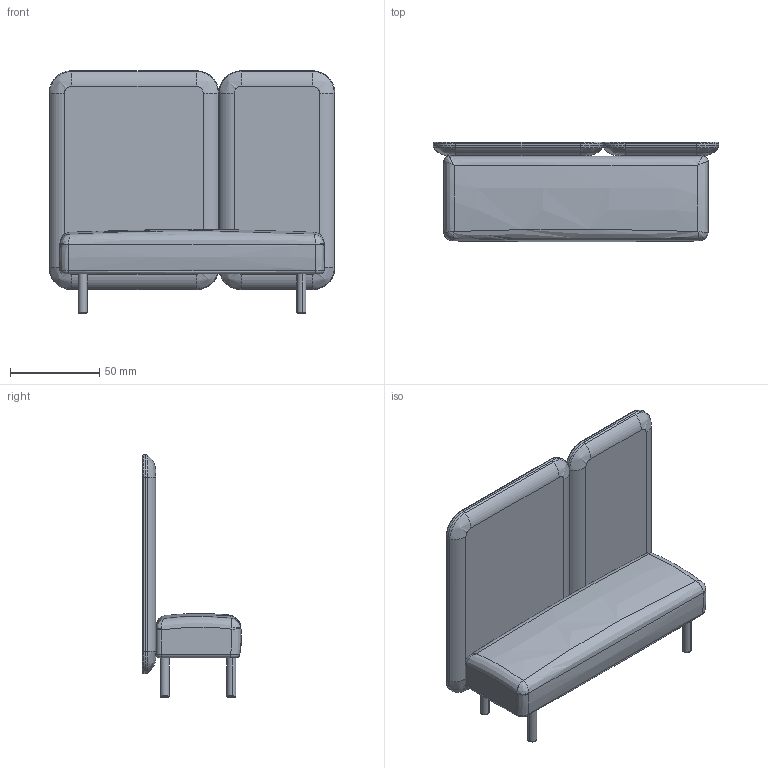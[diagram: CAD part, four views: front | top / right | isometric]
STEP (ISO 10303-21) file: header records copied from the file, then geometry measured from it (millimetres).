
FILE_DESCRIPTION(/* description */ (''),/* implementation_level */ '2;1');
FILE_NAME(/* name */ 'AUGUST~1',/* time_stamp */ '2023-05-25T11:22:07+03:00',/* author */ (''),/* organization */ (''),/* preprocessor_version */ 'ST-DEVELOPER v15',/* originating_system */ '',/* authorisation */ '');
FILE_SCHEMA (('AUTOMOTIVE_DESIGN'));
Length unit declared in the file: millimetre
Products named in the file (13): Document; Pingitagakilp; Pingi_tagasirmi_foam1; Pingi_tagasirmi_foam2; Alusraam-PINKS2; Jala_metall-osav2; AJ_plaat_v2; varras14_v2; Tamm_225_v2; Jala_metall-osav2(1); Jala_metall-osav2(2); Jala_metall-osav2(3); istepadi-PINK
Assembly tree (21 placements, depth 4):
  Document
    Pingitagakilp
      Pingi_tagasirmi_foam1
      Pingi_tagasirmi_foam2
    Alusraam-PINKS2
      Jala_metall-osav2
        AJ_plaat_v2
        varras14_v2
        Tamm_225_v2
      Jala_metall-osav2(1)
        AJ_plaat_v2
        varras14_v2
        Tamm_225_v2
      Jala_metall-osav2(2)
        AJ_plaat_v2
        varras14_v2
        Tamm_225_v2
      Jala_metall-osav2(3)
        AJ_plaat_v2
        varras14_v2
        Tamm_225_v2
      istepadi-PINK
Bounding box: 160 x 55.47 x 135.67 mm (x, y, z)
Volume: 113048.4 mm3; surface area: 66910.5 mm2
Topology: 10 solids, 23 shells, 368 faces, 859 edges, 505 vertices
Faces by surface type: bspline 288, plane 80
Entity records: 12944 total; most frequent: CARTESIAN_POINT 10139, ORIENTED_EDGE 818, EDGE_CURVE 412, VERTEX_POINT 241, EDGE_LOOP 200, B_SPLINE_CURVE_WITH_KNOTS 195, ADVANCED_FACE 179, FACE_OUTER_BOUND 179
